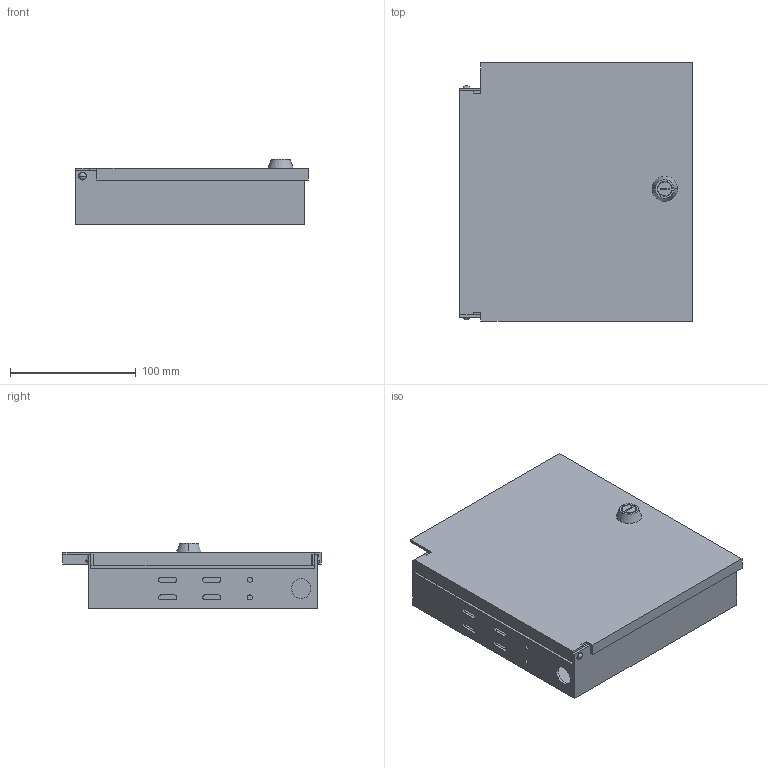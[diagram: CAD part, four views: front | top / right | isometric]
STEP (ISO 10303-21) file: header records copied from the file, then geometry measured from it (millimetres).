
FILE_DESCRIPTION (( 'STEP AP203' ), '1' );
FILE_NAME ('FOBX8-N-8SCUS09 ITK êðîññ íàñò. óêîìïëåêòîâàííûé SC (Simplex) 8øò (OS2).STEP', '2017-09-20T06:21:27', ( '' ), ( '' ), 'SwSTEP 2.0', 'SolidWorks 2014', '' );
FILE_SCHEMA (( 'CONFIG_CONTROL_DESIGN' ));
Length unit declared in the file: millimetre
Products named in the file (2): FOBX8-N-8SCUS09 ITK êðîññ íàñò. óêîìïëåêòîâàííûé SC (Simplex) 8øò (OS2)
Bounding box: 185 x 205 x 52 mm (x, y, z)
Volume: 199135.7 mm3; surface area: 203714.9 mm2
Topology: 4 solids, 4 shells, 147 faces, 395 edges, 264 vertices
Faces by surface type: plane 69, cylinder 68, sphere 8, cone 2
Entity records: 4926 total; most frequent: DIRECTION 849, CARTESIAN_POINT 808, ORIENTED_EDGE 790, EDGE_CURVE 395, AXIS2_PLACEMENT_3D 305, VERTEX_POINT 264, LINE 239, VECTOR 239
